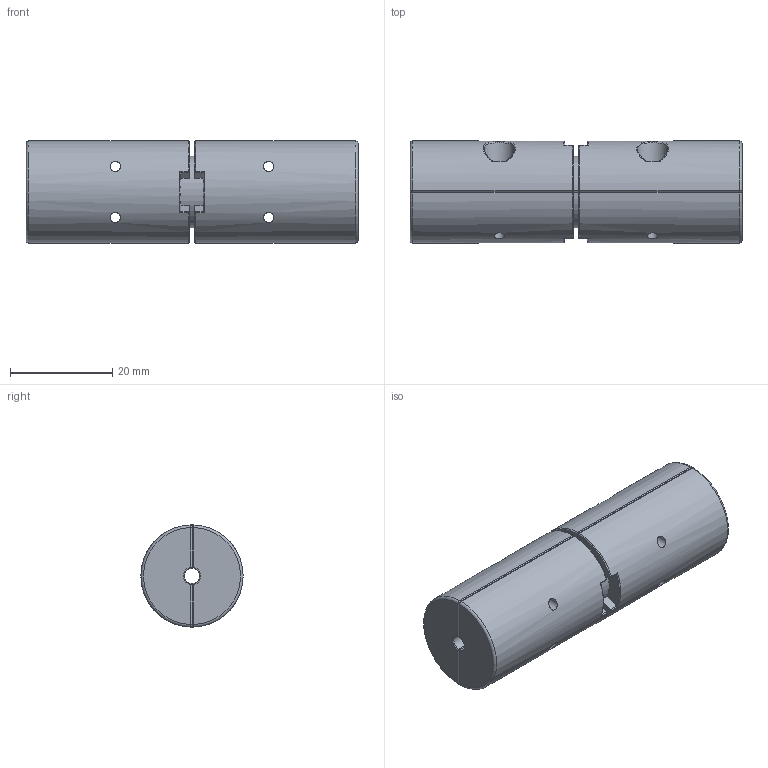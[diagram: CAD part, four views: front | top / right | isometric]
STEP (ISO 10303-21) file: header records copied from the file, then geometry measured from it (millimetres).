
FILE_DESCRIPTION(/* description */ (''),/* implementation_level */ '2;1');
FILE_NAME(/* name */ 'regular_unshielded_floating_trap.step',/* time_stamp */ '2020-07-15T21:10:33-07:00',/* author */ (''),/* organization */ (''),/* preprocessor_version */ 'ST-DEVELOPER v18.1',/* originating_system */ 'Autodesk Translation Framework v9.3.0.1241',/* authorisation */ '');
FILE_SCHEMA (('AUTOMOTIVE_DESIGN { 1 0 10303 214 3 1 1 }'));
Length unit declared in the file: millimetre
Products named in the file (1): balun for other end of cable
Bounding box: 65 x 20 x 20 mm (x, y, z)
Volume: 19087.9 mm3; surface area: 8242.7 mm2
Topology: 2 solids, 2 shells, 152 faces, 364 edges, 220 vertices
Faces by surface type: cylinder 64, plane 32, bspline 20, torus 20, sphere 16
Full cylindrical faces by diameter (mm): 2 x4, 3 x4
Entity records: 6455 total; most frequent: CARTESIAN_POINT 2868, DIRECTION 762, ORIENTED_EDGE 728, EDGE_CURVE 364, AXIS2_PLACEMENT_3D 321, VERTEX_POINT 220, CIRCLE 180, EDGE_LOOP 172
